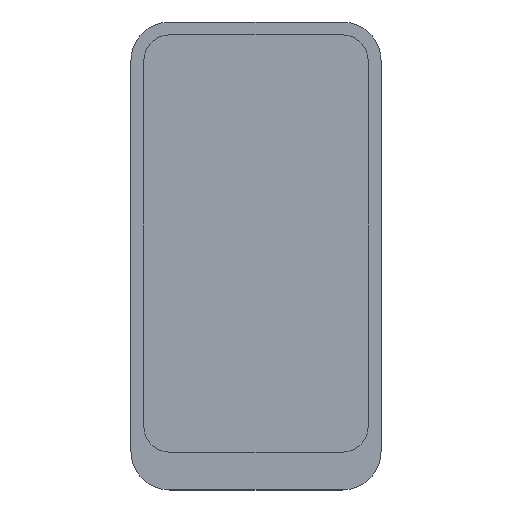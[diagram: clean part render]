
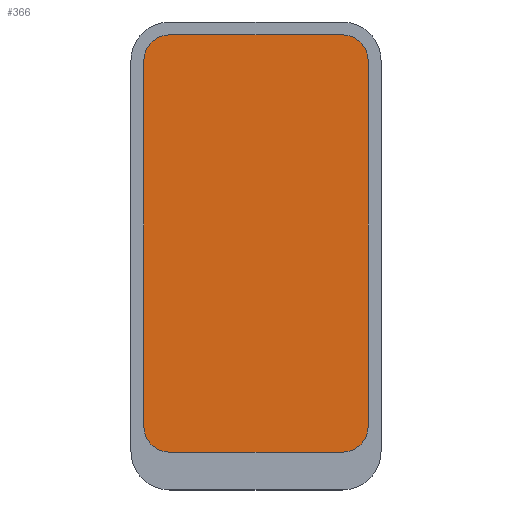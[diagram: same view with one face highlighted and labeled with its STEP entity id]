
A CAD part, top view. The second image highlights one B-rep face of the part: STEP entity #366.
In plain terms, the highlighted planar face has unit normal (0, 0, 1).
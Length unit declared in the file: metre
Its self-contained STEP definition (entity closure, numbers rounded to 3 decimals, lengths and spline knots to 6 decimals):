
#151=CIRCLE('',#734,0.002);
#152=CIRCLE('',#735,0.002);
#153=CIRCLE('',#736,0.002);
#154=CIRCLE('',#737,0.002);
#164=FACE_OUTER_BOUND('',#176,.T.);
#176=EDGE_LOOP('',(#310,#311,#312,#313,#314,#315,#316,#317));
#189=LINE('',#1037,#209);
#190=LINE('',#1041,#210);
#191=LINE('',#1045,#211);
#192=LINE('',#1049,#212);
#209=VECTOR('',#837,0.01339);
#210=VECTOR('',#840,0.02835);
#211=VECTOR('',#843,0.01339);
#212=VECTOR('',#846,0.02835);
#232=VERTEX_POINT('',#1035);
#233=VERTEX_POINT('',#1036);
#234=VERTEX_POINT('',#1038);
#235=VERTEX_POINT('',#1040);
#236=VERTEX_POINT('',#1042);
#237=VERTEX_POINT('',#1044);
#238=VERTEX_POINT('',#1046);
#239=VERTEX_POINT('',#1048);
#257=EDGE_CURVE('',#232,#233,#189,.T.);
#258=EDGE_CURVE('',#234,#232,#151,.F.);
#259=EDGE_CURVE('',#235,#234,#190,.T.);
#260=EDGE_CURVE('',#236,#235,#152,.F.);
#261=EDGE_CURVE('',#237,#236,#191,.T.);
#262=EDGE_CURVE('',#238,#237,#153,.F.);
#263=EDGE_CURVE('',#239,#238,#192,.T.);
#264=EDGE_CURVE('',#233,#239,#154,.F.);
#310=ORIENTED_EDGE('',*,*,#259,.T.);
#311=ORIENTED_EDGE('',*,*,#258,.T.);
#312=ORIENTED_EDGE('',*,*,#257,.T.);
#313=ORIENTED_EDGE('',*,*,#264,.T.);
#314=ORIENTED_EDGE('',*,*,#263,.T.);
#315=ORIENTED_EDGE('',*,*,#262,.T.);
#316=ORIENTED_EDGE('',*,*,#261,.T.);
#317=ORIENTED_EDGE('',*,*,#260,.T.);
#347=PLANE('',#741);
#366=ADVANCED_FACE('',(#164),#347,.F.);
#734=AXIS2_PLACEMENT_3D('',#1039,#838,#839);
#735=AXIS2_PLACEMENT_3D('',#1043,#841,#842);
#736=AXIS2_PLACEMENT_3D('',#1047,#844,#845);
#737=AXIS2_PLACEMENT_3D('',#1050,#847,#848);
#741=AXIS2_PLACEMENT_3D('',#1069,#864,#865);
#837=DIRECTION('',(1.,0.,0.));
#838=DIRECTION('center_axis',(0.,0.,-1.));
#839=DIRECTION('ref_axis',(-1.,0.,0.));
#840=DIRECTION('',(0.,-1.,0.));
#841=DIRECTION('center_axis',(0.,0.,-1.));
#842=DIRECTION('ref_axis',(-1.,0.,0.));
#843=DIRECTION('',(-1.,0.,0.));
#844=DIRECTION('center_axis',(0.,0.,-1.));
#845=DIRECTION('ref_axis',(-1.,0.,0.));
#846=DIRECTION('',(0.,1.,0.));
#847=DIRECTION('center_axis',(0.,0.,-1.));
#848=DIRECTION('ref_axis',(-1.,0.,0.));
#864=DIRECTION('center_axis',(0.,0.,-1.));
#865=DIRECTION('ref_axis',(-1.,0.,0.));
#1035=CARTESIAN_POINT('',(-0.006695,-0.01521,0.00146));
#1036=CARTESIAN_POINT('',(0.006695,-0.01521,0.00146));
#1037=CARTESIAN_POINT('',(-0.006695,-0.01521,0.00146));
#1038=CARTESIAN_POINT('',(-0.008695,-0.01321,0.00146));
#1039=CARTESIAN_POINT('Origin',(-0.006695,-0.01321,0.00146));
#1040=CARTESIAN_POINT('',(-0.008695,0.01514,0.00146));
#1041=CARTESIAN_POINT('',(-0.008695,0.01514,0.00146));
#1042=CARTESIAN_POINT('',(-0.006695,0.01714,0.00146));
#1043=CARTESIAN_POINT('Origin',(-0.006695,0.01514,0.00146));
#1044=CARTESIAN_POINT('',(0.006695,0.01714,0.00146));
#1045=CARTESIAN_POINT('',(0.006695,0.01714,0.00146));
#1046=CARTESIAN_POINT('',(0.008695,0.01514,0.00146));
#1047=CARTESIAN_POINT('Origin',(0.006695,0.01514,0.00146));
#1048=CARTESIAN_POINT('',(0.008695,-0.01321,0.00146));
#1049=CARTESIAN_POINT('',(0.008695,-0.01321,0.00146));
#1050=CARTESIAN_POINT('Origin',(0.006695,-0.01321,0.00146));
#1069=CARTESIAN_POINT('Origin',(0.,0.,0.00146));
